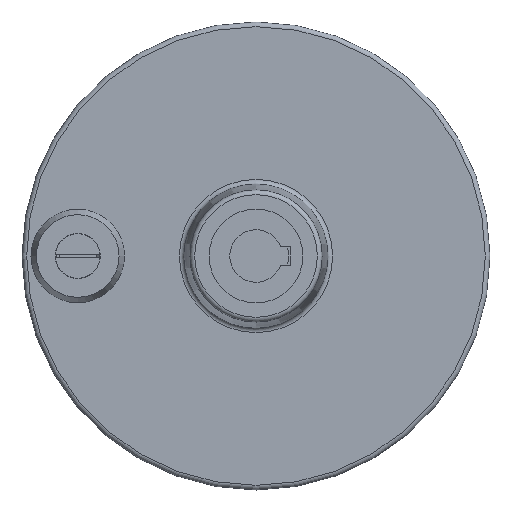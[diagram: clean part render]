
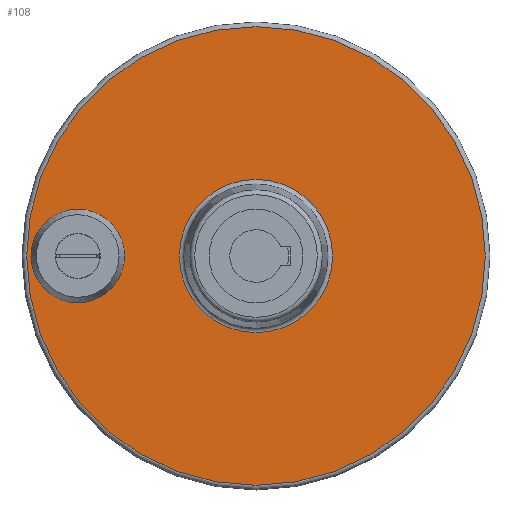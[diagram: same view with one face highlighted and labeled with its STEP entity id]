
A CAD part, front view. The second image highlights one B-rep face of the part: STEP entity #108.
In plain terms, the highlighted planar face has unit normal (0, -1, 0).
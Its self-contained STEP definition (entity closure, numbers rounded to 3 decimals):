
#108 = ADVANCED_FACE( '', ( #279, #280, #281 ), #282, .F. );
#279 = FACE_OUTER_BOUND( '', #541, .T. );
#280 = FACE_BOUND( '', #542, .T. );
#281 = FACE_BOUND( '', #543, .T. );
#282 = PLANE( '', #544 );
#541 = EDGE_LOOP( '', ( #826 ) );
#542 = EDGE_LOOP( '', ( #827 ) );
#543 = EDGE_LOOP( '', ( #828 ) );
#544 = AXIS2_PLACEMENT_3D( '', #829, #830, #831 );
#826 = ORIENTED_EDGE( '', *, *, #1392, .F. );
#827 = ORIENTED_EDGE( '', *, *, #1393, .F. );
#828 = ORIENTED_EDGE( '', *, *, #1394, .T. );
#829 = CARTESIAN_POINT( '', ( 27.091, -3.5, 0. ) );
#830 = DIRECTION( '', ( 0., 1., 0. ) );
#831 = DIRECTION( '', ( 0., 0., 1. ) );
#1392 = EDGE_CURVE( '', #1639, #1639, #1640, .T. );
#1393 = EDGE_CURVE( '', #1641, #1641, #1642, .F. );
#1394 = EDGE_CURVE( '', #1643, #1643, #1644, .T. );
#1639 = VERTEX_POINT( '', #2136 );
#1640 = CIRCLE( '', #2137, 61.104 );
#1641 = VERTEX_POINT( '', #2138 );
#1642 = CIRCLE( '', #2139, 12.456 );
#1643 = VERTEX_POINT( '', #2140 );
#1644 = CIRCLE( '', #2141, 20.409 );
#2136 = CARTESIAN_POINT( '', ( 47.5, -3.5, 61.104 ) );
#2137 = AXIS2_PLACEMENT_3D( '', #2783, #2784, #2785 );
#2138 = CARTESIAN_POINT( '', ( 0., -3.5, 12.456 ) );
#2139 = AXIS2_PLACEMENT_3D( '', #2786, #2787, #2788 );
#2140 = CARTESIAN_POINT( '', ( 47.5, -3.5, 20.409 ) );
#2141 = AXIS2_PLACEMENT_3D( '', #2789, #2790, #2791 );
#2783 = CARTESIAN_POINT( '', ( 47.5, -3.5, 0. ) );
#2784 = DIRECTION( '', ( 0., 1., 0. ) );
#2785 = DIRECTION( '', ( 0., 0., 1. ) );
#2786 = CARTESIAN_POINT( '', ( 0., -3.5, 0. ) );
#2787 = DIRECTION( '', ( 0., 1., 0. ) );
#2788 = DIRECTION( '', ( 0., 0., 1. ) );
#2789 = CARTESIAN_POINT( '', ( 47.5, -3.5, 0. ) );
#2790 = DIRECTION( '', ( 0., 1., 0. ) );
#2791 = DIRECTION( '', ( 0., 0., 1. ) );
